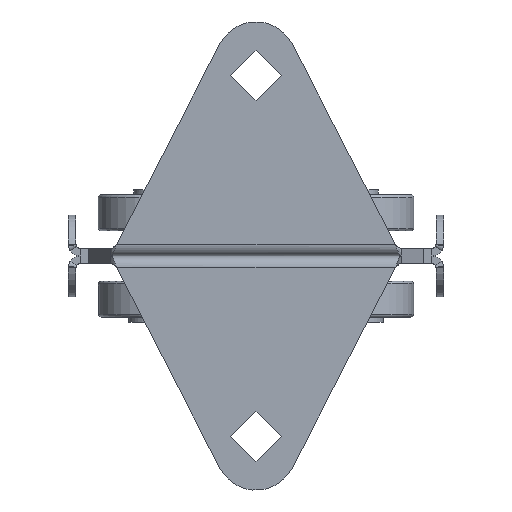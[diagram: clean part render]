
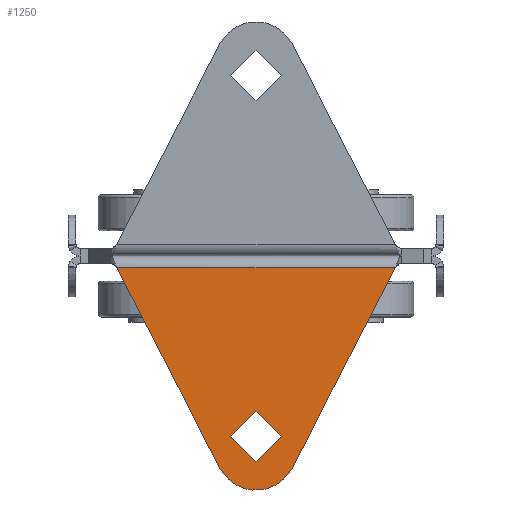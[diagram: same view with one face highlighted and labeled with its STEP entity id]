
A CAD part, front view. The second image highlights one B-rep face of the part: STEP entity #1250.
In plain terms, the highlighted planar face has unit normal (0, -1, 0).
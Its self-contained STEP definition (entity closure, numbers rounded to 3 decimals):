
#1250=ADVANCED_FACE('',(#3171,#3173),#3175,.T.);
#3171=FACE_BOUND('',#3172,.T.);
#3172=EDGE_LOOP('',(#4564,#4565,#4566,#4567));
#3173=FACE_BOUND('',#3174,.T.);
#3174=EDGE_LOOP('',(#4568,#4569,#4570,#4571));
#3175=PLANE('',#3176);
#3176=AXIS2_PLACEMENT_3D('',#3177,#3178,#3179);
#3177=CARTESIAN_POINT('',(0.,-34.9,33.999));
#3178=DIRECTION('',(0.,-1.,0.));
#3179=DIRECTION('',(1.,0.,0.));
#4564=ORIENTED_EDGE('',*,*,#5041,.T.);
#4565=ORIENTED_EDGE('',*,*,#5031,.T.);
#4566=ORIENTED_EDGE('',*,*,#5029,.T.);
#4567=ORIENTED_EDGE('',*,*,#5027,.T.);
#4568=ORIENTED_EDGE('',*,*,#5032,.T.);
#4569=ORIENTED_EDGE('',*,*,#5039,.T.);
#4570=ORIENTED_EDGE('',*,*,#5037,.T.);
#4571=ORIENTED_EDGE('',*,*,#5035,.T.);
#5027=EDGE_CURVE('',#5626,#5488,#5627,.T.);
#5029=EDGE_CURVE('',#5629,#5626,#5630,.T.);
#5031=EDGE_CURVE('',#5485,#5629,#5632,.T.);
#5032=EDGE_CURVE('',#5633,#5634,#5635,.F.);
#5035=EDGE_CURVE('',#5638,#5633,#5639,.F.);
#5037=EDGE_CURVE('',#5641,#5638,#5642,.F.);
#5039=EDGE_CURVE('',#5634,#5641,#5644,.F.);
#5041=EDGE_CURVE('',#5488,#5485,#5646,.T.);
#5485=VERTEX_POINT('',#6626);
#5488=VERTEX_POINT('',#6647);
#5626=VERTEX_POINT('',#7102);
#5627=LINE('',#7103,#7104);
#5629=VERTEX_POINT('',#7109);
#5630=CIRCLE('',#7110,8.);
#5632=LINE('',#7117,#7118);
#5633=VERTEX_POINT('',#7120);
#5634=VERTEX_POINT('',#7121);
#5635=LINE('',#7122,#7123);
#5638=VERTEX_POINT('',#7131);
#5639=LINE('',#7132,#7133);
#5641=VERTEX_POINT('',#7138);
#5642=LINE('',#7139,#7140);
#5644=LINE('',#7145,#7146);
#5646=LINE('',#7151,#7152);
#6626=CARTESIAN_POINT('',(-27.432,-34.9,-0.8));
#6647=CARTESIAN_POINT('',(27.432,-34.9,-0.8));
#7102=CARTESIAN_POINT('',(7.11,-34.9,-40.211));
#7103=CARTESIAN_POINT('',(7.11,-34.9,-40.211));
#7104=VECTOR('',#7105,1.);
#7105=DIRECTION('',(0.458,0.,0.889));
#7109=CARTESIAN_POINT('',(-7.11,-34.9,-40.211));
#7110=AXIS2_PLACEMENT_3D('',#7111,#7112,#7113);
#7111=CARTESIAN_POINT('',(0.,-34.9,-36.545));
#7112=DIRECTION('',(0.,-1.,0.));
#7113=DIRECTION('',(-0.889,0.,-0.458));
#7117=CARTESIAN_POINT('',(-27.432,-34.9,-0.8));
#7118=VECTOR('',#7119,1.);
#7119=DIRECTION('',(0.458,0.,-0.889));
#7120=CARTESIAN_POINT('',(0.,-34.9,-29.051));
#7121=CARTESIAN_POINT('',(4.95,-34.9,-34.001));
#7122=CARTESIAN_POINT('',(4.95,-34.9,-34.001));
#7123=VECTOR('',#7124,1.);
#7124=DIRECTION('',(-0.707,0.,0.707));
#7131=CARTESIAN_POINT('',(-4.95,-34.9,-34.001));
#7132=CARTESIAN_POINT('',(0.,-34.9,-29.051));
#7133=VECTOR('',#7134,1.);
#7134=DIRECTION('',(-0.707,0.,-0.707));
#7138=CARTESIAN_POINT('',(0.,-34.9,-38.951));
#7139=CARTESIAN_POINT('',(-4.95,-34.9,-34.001));
#7140=VECTOR('',#7141,1.);
#7141=DIRECTION('',(0.707,0.,-0.707));
#7145=CARTESIAN_POINT('',(0.,-34.9,-38.951));
#7146=VECTOR('',#7147,1.);
#7147=DIRECTION('',(0.707,0.,0.707));
#7151=CARTESIAN_POINT('',(27.432,-34.9,-0.8));
#7152=VECTOR('',#7153,1.);
#7153=DIRECTION('',(-1.,0.,0.));
